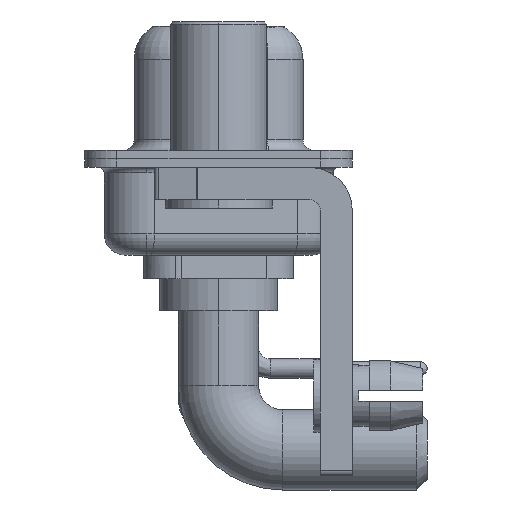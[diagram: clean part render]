
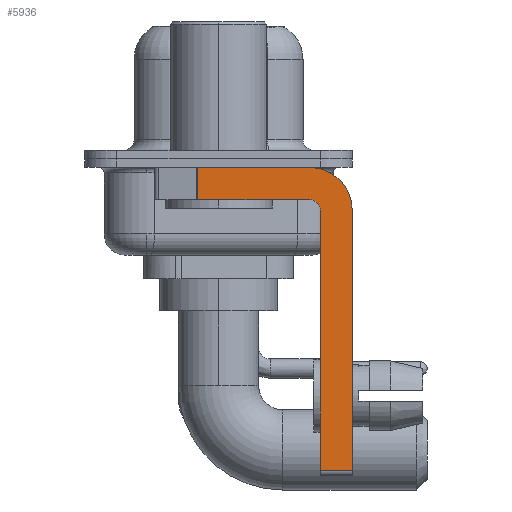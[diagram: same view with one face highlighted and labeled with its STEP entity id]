
A CAD part, left-side view. The second image highlights one B-rep face of the part: STEP entity #5936.
In plain terms, the highlighted planar face has unit normal (-1, 0, 0).
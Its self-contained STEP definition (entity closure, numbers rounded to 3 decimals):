
#206 = FACE_OUTER_BOUND ( 'NONE', #11044, .T. ) ;
#301 = DIRECTION ( 'NONE',  ( 0., 0., 1. ) ) ;
#540 = CARTESIAN_POINT ( 'NONE',  ( -2.9, -6.25, -2.4 ) ) ;
#1246 = CIRCLE ( 'NONE', #2028, 0.5 ) ;
#1331 = DIRECTION ( 'NONE',  ( 0., -1., 0. ) ) ;
#1562 = CARTESIAN_POINT ( 'NONE',  ( -2.9, -4.25, -14.55 ) ) ;
#1641 = ORIENTED_EDGE ( 'NONE', *, *, #23296, .F. ) ;
#2028 = AXIS2_PLACEMENT_3D ( 'NONE', #22045, #22165, #301 ) ;
#2127 = PLANE ( 'NONE',  #10050 ) ;
#2454 = ORIENTED_EDGE ( 'NONE', *, *, #19197, .T. ) ;
#3115 = CARTESIAN_POINT ( 'NONE',  ( -2.9, -4.75, -14.55 ) ) ;
#3621 = CARTESIAN_POINT ( 'NONE',  ( -2.9, -4.75, -2.4 ) ) ;
#4464 = VECTOR ( 'NONE', #1331, 1000. ) ;
#4851 = DIRECTION ( 'NONE',  ( 1., 0., 0. ) ) ;
#4913 = DIRECTION ( 'NONE',  ( 0., 0., -1. ) ) ;
#5278 = VECTOR ( 'NONE', #4913, 1000. ) ;
#5936 = ADVANCED_FACE ( 'NONE', ( #206 ), #2127, .F. ) ;
#5953 = ORIENTED_EDGE ( 'NONE', *, *, #11826, .T. ) ;
#6032 = AXIS2_PLACEMENT_3D ( 'NONE', #17509, #4851, #21571 ) ;
#6218 = ORIENTED_EDGE ( 'NONE', *, *, #12464, .F. ) ;
#6331 = EDGE_CURVE ( 'NONE', #14003, #22877, #1246, .T. ) ;
#6591 = VERTEX_POINT ( 'NONE', #21676 ) ;
#6720 = LINE ( 'NONE', #8527, #5278 ) ;
#8500 = ORIENTED_EDGE ( 'NONE', *, *, #19872, .F. ) ;
#8527 = CARTESIAN_POINT ( 'NONE',  ( -2.9, -6.25, -2.4 ) ) ;
#8662 = ORIENTED_EDGE ( 'NONE', *, *, #18506, .F. ) ;
#10050 = AXIS2_PLACEMENT_3D ( 'NONE', #20396, #14631, #22071 ) ;
#11014 = CIRCLE ( 'NONE', #6032, 2. ) ;
#11044 = EDGE_LOOP ( 'NONE', ( #16106, #5953, #8662, #14215, #1641, #2454, #6218, #8500 ) ) ;
#11049 = VECTOR ( 'NONE', #14994, 1000. ) ;
#11145 = CARTESIAN_POINT ( 'NONE',  ( -2.9, 3., -0.4 ) ) ;
#11785 = VECTOR ( 'NONE', #16061, 1000. ) ;
#11826 = EDGE_CURVE ( 'NONE', #21214, #12904, #21223, .T. ) ;
#11960 = CARTESIAN_POINT ( 'NONE',  ( -2.9, 0.978, -0.4 ) ) ;
#12462 = CARTESIAN_POINT ( 'NONE',  ( -2.9, 0.978, -1.9 ) ) ;
#12464 = EDGE_CURVE ( 'NONE', #13151, #17504, #6720, .T. ) ;
#12535 = CARTESIAN_POINT ( 'NONE',  ( -2.9, -6.25, -14.55 ) ) ;
#12622 = VECTOR ( 'NONE', #14194, 1000. ) ;
#12835 = CARTESIAN_POINT ( 'NONE',  ( -2.9, -4.25, -1.9 ) ) ;
#12904 = VERTEX_POINT ( 'NONE', #12462 ) ;
#13151 = VERTEX_POINT ( 'NONE', #540 ) ;
#13658 = VECTOR ( 'NONE', #16714, 1000. ) ;
#13716 = LINE ( 'NONE', #19234, #12622 ) ;
#14003 = VERTEX_POINT ( 'NONE', #3621 ) ;
#14194 = DIRECTION ( 'NONE',  ( 0., 0., 1. ) ) ;
#14215 = ORIENTED_EDGE ( 'NONE', *, *, #6331, .F. ) ;
#14506 = LINE ( 'NONE', #11145, #11049 ) ;
#14631 = DIRECTION ( 'NONE',  ( 1., 0., 0. ) ) ;
#14994 = DIRECTION ( 'NONE',  ( 0., -1., 0. ) ) ;
#16061 = DIRECTION ( 'NONE',  ( 0., 0., -1. ) ) ;
#16106 = ORIENTED_EDGE ( 'NONE', *, *, #20966, .F. ) ;
#16714 = DIRECTION ( 'NONE',  ( 0., 1., 0. ) ) ;
#17504 = VERTEX_POINT ( 'NONE', #12535 ) ;
#17509 = CARTESIAN_POINT ( 'NONE',  ( -2.9, -4.25, -2.4 ) ) ;
#18506 = EDGE_CURVE ( 'NONE', #22877, #12904, #20405, .T. ) ;
#19197 = EDGE_CURVE ( 'NONE', #23347, #17504, #23101, .T. ) ;
#19234 = CARTESIAN_POINT ( 'NONE',  ( -2.9, -4.75, -14.8 ) ) ;
#19872 = EDGE_CURVE ( 'NONE', #6591, #13151, #11014, .T. ) ;
#20396 = CARTESIAN_POINT ( 'NONE',  ( -2.9, -4.25, -2.4 ) ) ;
#20405 = LINE ( 'NONE', #12835, #13658 ) ;
#20966 = EDGE_CURVE ( 'NONE', #21214, #6591, #14506, .T. ) ;
#21214 = VERTEX_POINT ( 'NONE', #11960 ) ;
#21223 = LINE ( 'NONE', #23140, #11785 ) ;
#21571 = DIRECTION ( 'NONE',  ( 0., 0., -1. ) ) ;
#21676 = CARTESIAN_POINT ( 'NONE',  ( -2.9, -4.25, -0.4 ) ) ;
#22045 = CARTESIAN_POINT ( 'NONE',  ( -2.9, -4.25, -2.4 ) ) ;
#22071 = DIRECTION ( 'NONE',  ( 0., 0., -1. ) ) ;
#22165 = DIRECTION ( 'NONE',  ( -1., 0., 0. ) ) ;
#22877 = VERTEX_POINT ( 'NONE', #23238 ) ;
#23101 = LINE ( 'NONE', #1562, #4464 ) ;
#23140 = CARTESIAN_POINT ( 'NONE',  ( -2.9, 0.978, -1.9 ) ) ;
#23238 = CARTESIAN_POINT ( 'NONE',  ( -2.9, -4.25, -1.9 ) ) ;
#23296 = EDGE_CURVE ( 'NONE', #23347, #14003, #13716, .T. ) ;
#23347 = VERTEX_POINT ( 'NONE', #3115 ) ;
